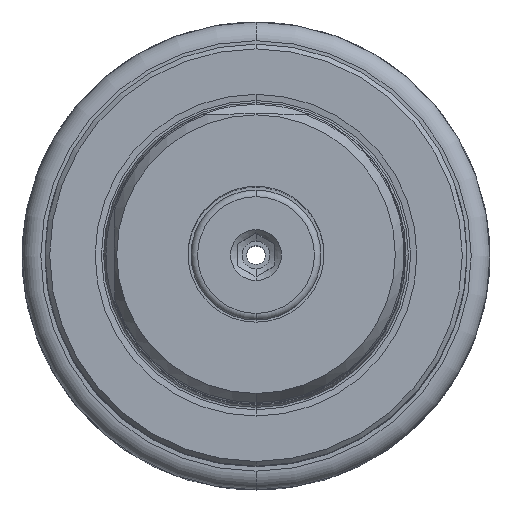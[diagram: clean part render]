
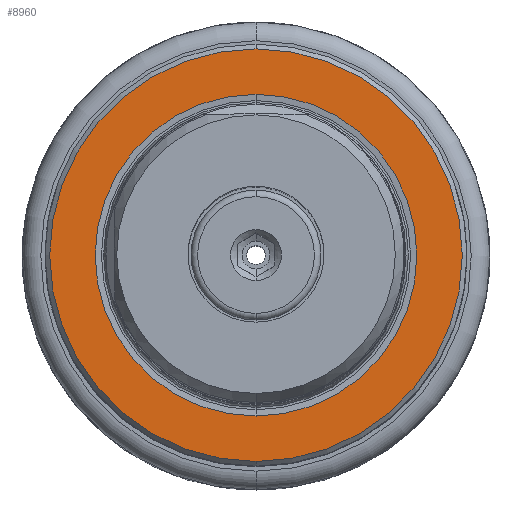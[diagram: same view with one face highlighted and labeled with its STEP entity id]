
A CAD part, top view. The second image highlights one B-rep face of the part: STEP entity #8960.
In plain terms, the highlighted planar face has unit normal (0, 0, 1).
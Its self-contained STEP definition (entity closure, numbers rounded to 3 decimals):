
#2760=CARTESIAN_POINT('',(0,0,-61));
#2761=DIRECTION('',(0,0,1));
#2762=DIRECTION('',(0,1,0));
#2763=AXIS2_PLACEMENT_3D('',#2760,#2761,#2762);
#2765=CARTESIAN_POINT('',(0,0,-61));
#2766=DIRECTION('',(0,0,-1));
#2767=DIRECTION('',(0,1,0));
#2768=AXIS2_PLACEMENT_3D('',#2765,#2766,#2767);
#2770=CARTESIAN_POINT('',(0,0,-61));
#2771=DIRECTION('',(0,0,1));
#2772=DIRECTION('',(0,1,0));
#2773=AXIS2_PLACEMENT_3D('',#2770,#2771,#2772);
#2775=CARTESIAN_POINT('',(0,0,-61));
#2776=DIRECTION('',(0,0,1));
#2777=DIRECTION('',(0,-1,0));
#2778=AXIS2_PLACEMENT_3D('',#2775,#2776,#2777);
#3930=CARTESIAN_POINT('',(0,17.153,-61));
#3932=VERTEX_POINT('',#3930);
#3946=CARTESIAN_POINT('',(0,-17.153,-61));
#3948=VERTEX_POINT('',#3946);
#3986=CARTESIAN_POINT('',(0,22,-61));
#3987=CARTESIAN_POINT('',(0,-22,-61));
#3988=VERTEX_POINT('',#3986);
#3989=VERTEX_POINT('',#3987);
#8945=CARTESIAN_POINT('',(0,0,-61));
#8946=DIRECTION('',(0,0,-1));
#8947=DIRECTION('',(0,-1,0));
#8948=AXIS2_PLACEMENT_3D('',#8945,#8946,#8947);
#8949=PLANE('',#8948);
#8951=ORIENTED_EDGE('',*,*,#8950,.F.);
#8953=ORIENTED_EDGE('',*,*,#8952,.F.);
#8954=EDGE_LOOP('',(#8951,#8953));
#8955=FACE_OUTER_BOUND('',#8954,.F.);
#8956=ORIENTED_EDGE('',*,*,#8927,.T.);
#8957=ORIENTED_EDGE('',*,*,#8938,.F.);
#8958=EDGE_LOOP('',(#8956,#8957));
#8959=FACE_BOUND('',#8958,.F.);
#8960=ADVANCED_FACE('',(#8955,#8959),#8949,.F.);
#2764=CIRCLE('',#2763,17.153);
#2769=CIRCLE('',#2768,17.153);
#2774=CIRCLE('',#2773,22);
#2779=CIRCLE('',#2778,22);
#8927=EDGE_CURVE('',#3932,#3948,#2764,.T.);
#8938=EDGE_CURVE('',#3932,#3948,#2769,.T.);
#8950=EDGE_CURVE('',#3988,#3989,#2774,.T.);
#8952=EDGE_CURVE('',#3989,#3988,#2779,.T.);
